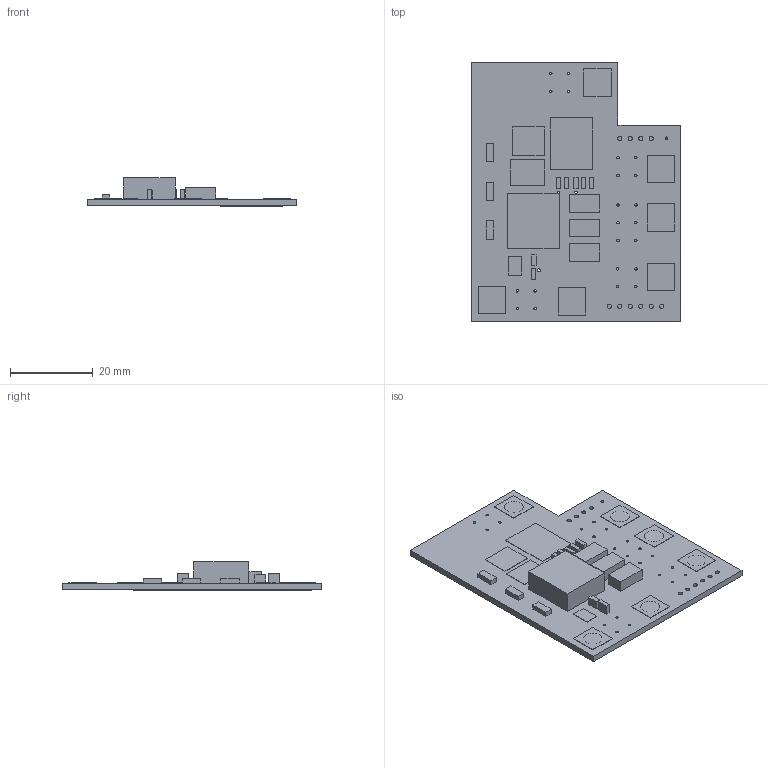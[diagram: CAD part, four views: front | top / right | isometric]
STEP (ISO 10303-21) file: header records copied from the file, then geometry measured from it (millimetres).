
FILE_DESCRIPTION(/* description */ (''),/* implementation_level */ '2;1');
FILE_NAME(/* name */ '913f25c4-e352-4d38-89d2-ef7525586524.stp',/* time_stamp */ '2022-03-14T15:58:35+00:00',/* author */ (''),/* organization */ (''),/* preprocessor_version */ 'ST-DEVELOPER v18.1',/* originating_system */ 'Autodesk Translation Framework v10.14.0.1471',/* authorisation */ '');
FILE_SCHEMA (('AUTOMOTIVE_DESIGN { 1 0 10303 214 3 1 1 }'));
Length unit declared in the file: millimetre
Products named in the file (18): 913f25c4-e352-4d38-89d2-ef7525586524; PCB Component; Board; 15uH; AZ1117C-3.3; 3.3V_TESTPOINT; 5.2V_TESTPOINT; 12V_TESTPOINT; GND_TESTPOINT; 1kΩ; 0.1uF; 22uF; 550mV 5A; 120uF 25mΩ; CONVERSION-DISTRIBUTION; BUCK,LM2678S-ADJ; 150uF; 1X02
Assembly tree (27 placements, depth 3):
  913f25c4-e352-4d38-89d2-ef7525586524
    PCB Component
      Board
      15uH
      AZ1117C-3.3
      3.3V_TESTPOINT
      5.2V_TESTPOINT
      12V_TESTPOINT
      GND_TESTPOINT  x3
      1kΩ  x2
      0.1uF  x4
      22uF
      550mV 5A
      120uF 25mΩ
      CONVERSION-DISTRIBUTION
      BUCK,LM2678S-ADJ
      150uF  x3
      1X02  x3
Bounding box: 50.8 x 62.87 x 6.87 mm (x, y, z)
Volume: 5789.6 mm3; surface area: 9947.9 mm2
Topology: 26 solids, 26 shells, 206 faces, 462 edges, 308 vertices
Faces by surface type: plane 158, cylinder 48
Full cylindrical faces by diameter (mm): 0.6 x25, 0.762 x1, 1.016 x16, 4.572 x6
Entity records: 5104 total; most frequent: DIRECTION 820, CARTESIAN_POINT 761, ORIENTED_EDGE 684, EDGE_CURVE 342, AXIS2_PLACEMENT_3D 287, LINE 246, VECTOR 246, EDGE_LOOP 242
